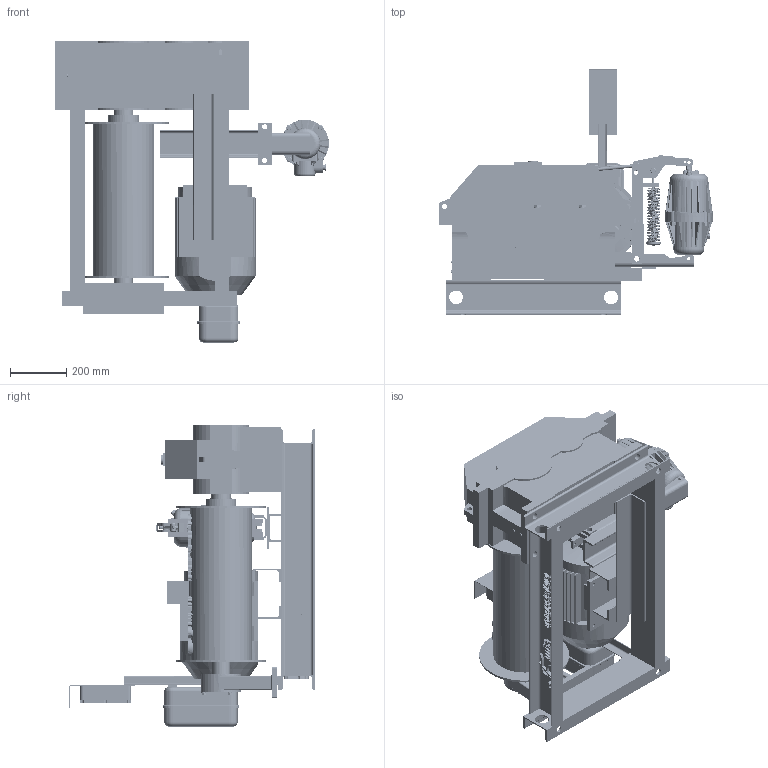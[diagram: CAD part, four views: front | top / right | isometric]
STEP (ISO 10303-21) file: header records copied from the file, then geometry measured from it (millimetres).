
FILE_DESCRIPTION(('STEP AP203'), '1');
FILE_NAME('ﾒﾋ-9ﾀ-1', '', ('UNSPECIFIED'), ('UNSPECIFIED'), 'ASCON STEP Converter 1.6', 'ASCON Math Kernel', '');
FILE_SCHEMA(('CONFIG_CONTROL_DESIGN'));
Length unit declared in the file: millimetre
Products named in the file (1): ﾒﾋ-9ﾀ-1 00.00.000
Bounding box: 971.83 x 870 x 1069.1 mm (x, y, z)
Volume: 94676336.8 mm3; surface area: 6152589.7 mm2
Topology: 32 solids, 34 shells, 9617 faces, 27411 edges, 18143 vertices
Faces by surface type: cylinder 4509, plane 3316, extrusion 1554, cone 142, torus 53, sphere 34, bspline 9
Full cylindrical faces by diameter (mm): 2.308 x1, 2.4 x3, 5.917 x2, 6 x2, 6.647 x10, 8.376 x1, 10 x22, 10.106 x1, 11 x3, 12 x22, 14 x2, 15 x4, 16 x5, 18 x7, 20 x32, 21 x4, 23 x5, 24 x4, 25 x3, 28 x6, 30 x1, 34.757 x1, 38 x1, 45 x1, 48 x2, 50 x4, 51 x1, 55 x1, 60 x1, 62 x1
Entity records: 452028 total; most frequent: CARTESIAN_POINT 128054, ORIENTED_EDGE 54062, DIRECTION 47760, EDGE_CURVE 27031, VERTEX_POINT 18085, AXIS2_PLACEMENT_3D 16341, VECTOR 15078, LINE 13524
